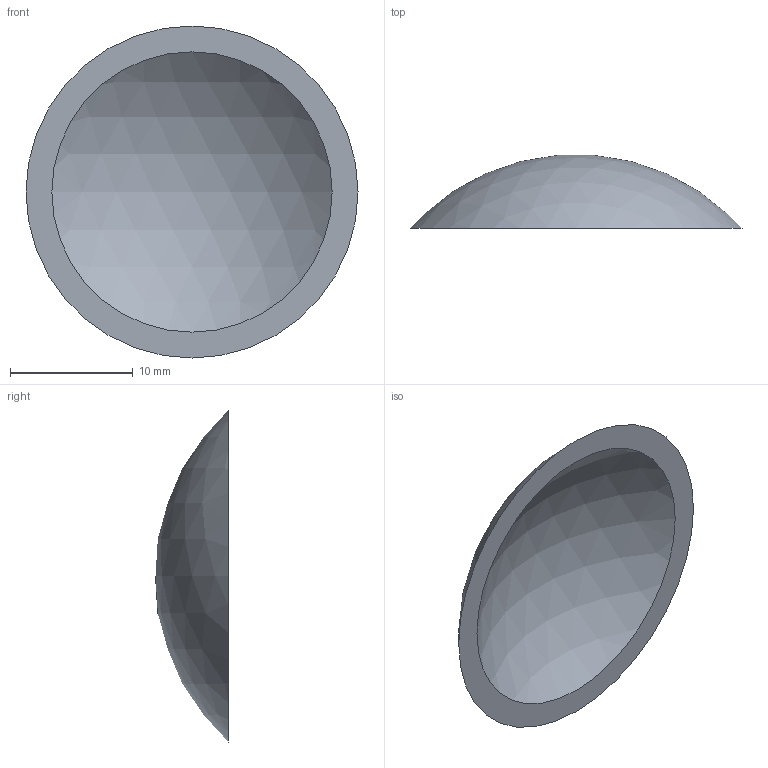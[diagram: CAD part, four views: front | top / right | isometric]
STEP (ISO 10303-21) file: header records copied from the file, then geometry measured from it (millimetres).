
FILE_DESCRIPTION(/* description */ (''),/* implementation_level */ '2;1');
FILE_NAME(/* name */ '41050.ipt.step',/* time_stamp */ '2022-07-18T12:57:47+02:00',/* author */ ('Abt. Technik'),/* organization */ (''),/* preprocessor_version */ 'ST-DEVELOPER v18.1',/* originating_system */ 'Autodesk Inventor 2022',/* authorisation */ '');
FILE_SCHEMA (('AUTOMOTIVE_DESIGN { 1 0 10303 214 3 1 1 }'));
Length unit declared in the file: millimetre
Products named in the file (1): 41050
Bounding box: 27 x 5.94 x 27 mm (x, y, z)
Volume: 864.4 mm3; surface area: 1321.8 mm2
Topology: 1 solids, 1 shells, 3 faces, 3 edges, 4 vertices
Faces by surface type: sphere 2, plane 1
Entity records: 121 total; most frequent: DIRECTION 14, CARTESIAN_POINT 10, AXIS2_PLACEMENT_3D 7, EDGE_LOOP 4, ORIENTED_EDGE 4, FACE_OUTER_BOUND 3, CIRCLE 3, ADVANCED_FACE 3
